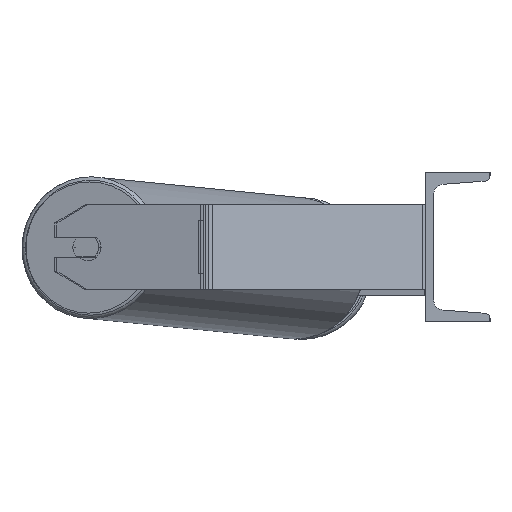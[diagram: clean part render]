
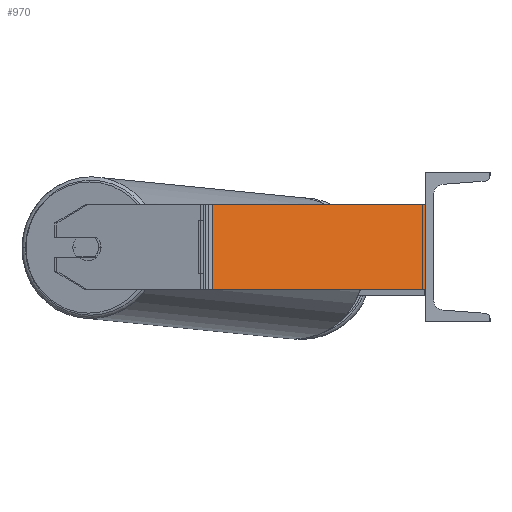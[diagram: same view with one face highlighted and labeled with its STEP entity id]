
A CAD part, left-side view. The second image highlights one B-rep face of the part: STEP entity #970.
In plain terms, the highlighted planar face has unit normal (-0.906, -0.423, 0).
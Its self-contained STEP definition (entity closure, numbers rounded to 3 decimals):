
#15 = ORIENTED_EDGE ( 'NONE', *, *, #4681, .T. ) ;
#61 = CARTESIAN_POINT ( 'NONE',  ( -1180.698, 205.226, 40. ) ) ;
#286 = CARTESIAN_POINT ( 'NONE',  ( -1180.698, 205.226, 40. ) ) ;
#422 = CARTESIAN_POINT ( 'NONE',  ( -1085., 0., 40. ) ) ;
#781 = CARTESIAN_POINT ( 'NONE',  ( -1085., 0., 40. ) ) ;
#815 = CARTESIAN_POINT ( 'NONE',  ( -1178.237, 199.948, 40. ) ) ;
#824 = PLANE ( 'NONE',  #1553 ) ;
#883 = EDGE_CURVE ( 'NONE', #2174, #8253, #5364, .T. ) ;
#970 = ADVANCED_FACE ( 'NONE', ( #2887 ), #824, .F. ) ;
#1108 = LINE ( 'NONE', #422, #8268 ) ;
#1329 = LINE ( 'NONE', #815, #5619 ) ;
#1553 = AXIS2_PLACEMENT_3D ( 'NONE', #61, #8429, #5724 ) ;
#1683 = EDGE_LOOP ( 'NONE', ( #4521, #2091, #9113, #15 ) ) ;
#1738 = LINE ( 'NONE', #286, #8812 ) ;
#2091 = ORIENTED_EDGE ( 'NONE', *, *, #6304, .F. ) ;
#2174 = VERTEX_POINT ( 'NONE', #3590 ) ;
#2251 = EDGE_CURVE ( 'NONE', #5683, #3588, #1738, .T. ) ;
#2751 = DIRECTION ( 'NONE',  ( 0.423, -0.906, 0. ) ) ;
#2790 = DIRECTION ( 'NONE',  ( 0., 0., -1. ) ) ;
#2887 = FACE_OUTER_BOUND ( 'NONE', #1683, .T. ) ;
#3588 = VERTEX_POINT ( 'NONE', #781 ) ;
#3590 = CARTESIAN_POINT ( 'NONE',  ( -1178.237, 199.948, -40. ) ) ;
#4275 = CARTESIAN_POINT ( 'NONE',  ( -1180.698, 205.226, -40. ) ) ;
#4521 = ORIENTED_EDGE ( 'NONE', *, *, #883, .T. ) ;
#4681 = EDGE_CURVE ( 'NONE', #5683, #2174, #1329, .T. ) ;
#5364 = LINE ( 'NONE', #4275, #6288 ) ;
#5619 = VECTOR ( 'NONE', #2790, 1000. ) ;
#5683 = VERTEX_POINT ( 'NONE', #7621 ) ;
#5724 = DIRECTION ( 'NONE',  ( -0.423, 0.906, 0. ) ) ;
#6288 = VECTOR ( 'NONE', #2751, 1000. ) ;
#6304 = EDGE_CURVE ( 'NONE', #3588, #8253, #1108, .T. ) ;
#7339 = DIRECTION ( 'NONE',  ( 0.423, -0.906, 0. ) ) ;
#7621 = CARTESIAN_POINT ( 'NONE',  ( -1178.237, 199.948, 40. ) ) ;
#8178 = DIRECTION ( 'NONE',  ( 0., 0., -1. ) ) ;
#8253 = VERTEX_POINT ( 'NONE', #9075 ) ;
#8268 = VECTOR ( 'NONE', #8178, 1000. ) ;
#8429 = DIRECTION ( 'NONE',  ( 0.906, 0.423, 0. ) ) ;
#8812 = VECTOR ( 'NONE', #7339, 1000. ) ;
#9075 = CARTESIAN_POINT ( 'NONE',  ( -1085., 0., -40. ) ) ;
#9113 = ORIENTED_EDGE ( 'NONE', *, *, #2251, .F. ) ;
